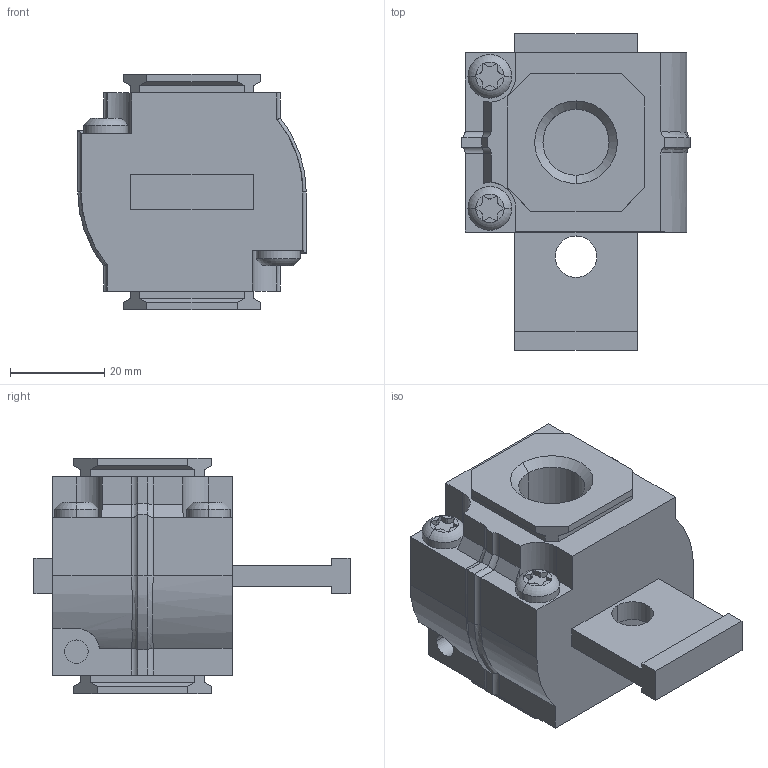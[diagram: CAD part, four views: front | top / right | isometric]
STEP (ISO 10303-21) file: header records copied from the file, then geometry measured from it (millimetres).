
FILE_DESCRIPTION (( 'STEP AP214' ), '1' );
FILE_NAME ('Norgren-T72T-3GA-P1N.STEP', '2020-12-08T21:43:48', ( '' ), ( '' ), 'SwSTEP 2.0', 'SolidWorks 2020', '' );
FILE_SCHEMA (( 'AUTOMOTIVE_DESIGN' ));
Length unit declared in the file: millimetre
Products named in the file (4): Norgren-T72T-3GA-P1N; T72_ss_56_T; T72_Slide_T; 9P10-13
Assembly tree (6 placements, depth 2):
  Norgren-T72T-3GA-P1N
    T72_ss_56_T
    T72_Slide_T
    9P10-13  x4
Bounding box: 48.4 x 67 x 50 mm (x, y, z)
Volume: 68508.1 mm3; surface area: 21650.2 mm2
Topology: 6 solids, 6 shells, 313 faces, 766 edges, 476 vertices
Faces by surface type: plane 180, cylinder 111, bspline 10, torus 8, cone 4
Entity records: 7344 total; most frequent: CARTESIAN_POINT 1360, ORIENTED_EDGE 956, DIRECTION 937, EDGE_CURVE 478, VECTOR 341, LINE 341, VERTEX_POINT 299, AXIS2_PLACEMENT_3D 298
